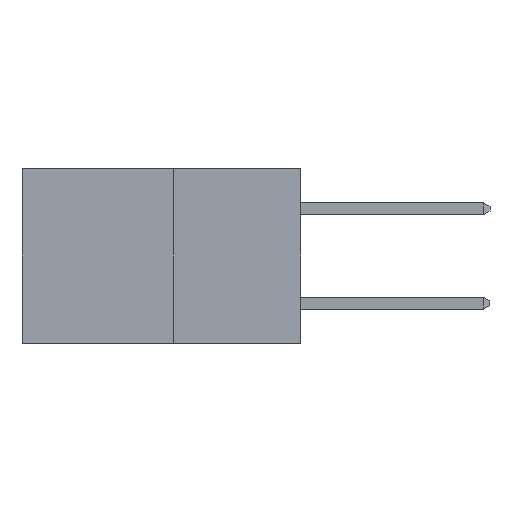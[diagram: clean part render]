
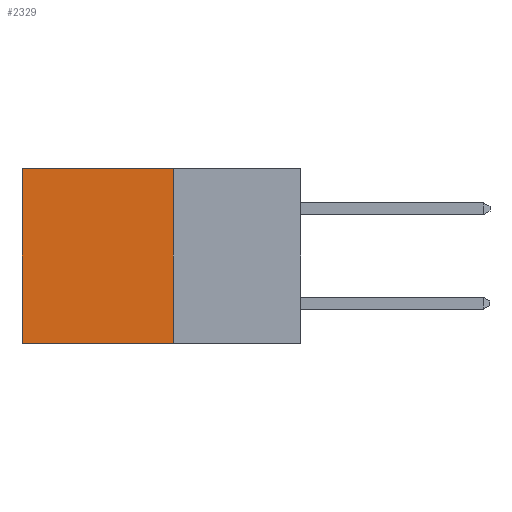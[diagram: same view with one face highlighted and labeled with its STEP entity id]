
A CAD part, left-side view. The second image highlights one B-rep face of the part: STEP entity #2329.
In plain terms, the highlighted planar face has unit normal (-1, 0, 0).
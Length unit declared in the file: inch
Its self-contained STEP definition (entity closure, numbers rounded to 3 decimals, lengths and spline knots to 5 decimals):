
#213 = DIRECTION ( 'NONE',  ( 0., 1., 0. ) ) ;
#979 = LINE ( 'NONE', #5289, #2818 ) ;
#1134 = ORIENTED_EDGE ( 'NONE', *, *, #1707, .F. ) ;
#1489 = EDGE_CURVE ( 'NONE', #1781, #6196, #979, .T. ) ;
#1602 = VECTOR ( 'NONE', #213, 39.37008 ) ;
#1707 = EDGE_CURVE ( 'NONE', #6196, #3980, #6620, .T. ) ;
#1781 = VERTEX_POINT ( 'NONE', #7724 ) ;
#2017 = EDGE_LOOP ( 'NONE', ( #6499, #1134, #5761, #4084 ) ) ;
#2329 = ADVANCED_FACE ( 'NONE', ( #7030 ), #5477, .F. ) ;
#2667 = LINE ( 'NONE', #4310, #4181 ) ;
#2818 = VECTOR ( 'NONE', #5727, 39.37008 ) ;
#3572 = AXIS2_PLACEMENT_3D ( 'NONE', #5514, #4814, #6480 ) ;
#3889 = VERTEX_POINT ( 'NONE', #5155 ) ;
#3980 = VERTEX_POINT ( 'NONE', #4123 ) ;
#3999 = CARTESIAN_POINT ( 'NONE',  ( 0.277, 0.27, -0.37 ) ) ;
#4084 = ORIENTED_EDGE ( 'NONE', *, *, #6414, .T. ) ;
#4123 = CARTESIAN_POINT ( 'NONE',  ( 0.277, 0.59, -0.37 ) ) ;
#4181 = VECTOR ( 'NONE', #4372, 39.37008 ) ;
#4310 = CARTESIAN_POINT ( 'NONE',  ( 0.277, 0.59, -0.37 ) ) ;
#4372 = DIRECTION ( 'NONE',  ( 0., 0., -1. ) ) ;
#4467 = DIRECTION ( 'NONE',  ( 0., 1., 0. ) ) ;
#4500 = CARTESIAN_POINT ( 'NONE',  ( 0.277, 0.27, 0. ) ) ;
#4814 = DIRECTION ( 'NONE',  ( 1., 0., 0. ) ) ;
#5102 = CARTESIAN_POINT ( 'NONE',  ( 0.277, 0.27, -0.37 ) ) ;
#5155 = CARTESIAN_POINT ( 'NONE',  ( 0.277, 0.59, 0. ) ) ;
#5289 = CARTESIAN_POINT ( 'NONE',  ( 0.277, 0.27, -0.37 ) ) ;
#5477 = PLANE ( 'NONE',  #3572 ) ;
#5514 = CARTESIAN_POINT ( 'NONE',  ( 0.277, 0.27, -0.37 ) ) ;
#5727 = DIRECTION ( 'NONE',  ( 0., 0., -1. ) ) ;
#5761 = ORIENTED_EDGE ( 'NONE', *, *, #1489, .F. ) ;
#5854 = VECTOR ( 'NONE', #4467, 39.37008 ) ;
#6196 = VERTEX_POINT ( 'NONE', #5102 ) ;
#6414 = EDGE_CURVE ( 'NONE', #1781, #3889, #7247, .T. ) ;
#6456 = EDGE_CURVE ( 'NONE', #3889, #3980, #2667, .T. ) ;
#6480 = DIRECTION ( 'NONE',  ( 0., 0., -1. ) ) ;
#6499 = ORIENTED_EDGE ( 'NONE', *, *, #6456, .T. ) ;
#6620 = LINE ( 'NONE', #3999, #1602 ) ;
#7030 = FACE_OUTER_BOUND ( 'NONE', #2017, .T. ) ;
#7247 = LINE ( 'NONE', #4500, #5854 ) ;
#7724 = CARTESIAN_POINT ( 'NONE',  ( 0.277, 0.27, 0. ) ) ;
